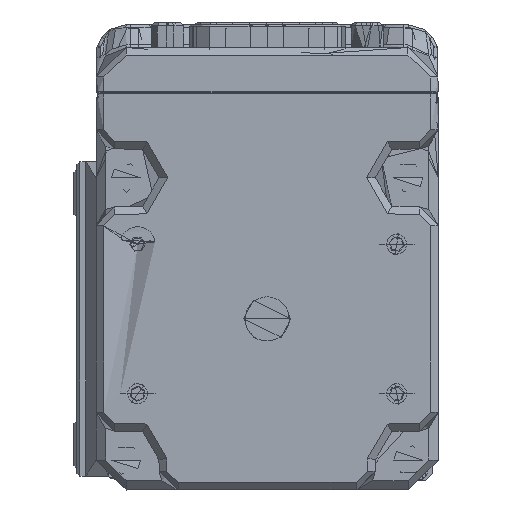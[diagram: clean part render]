
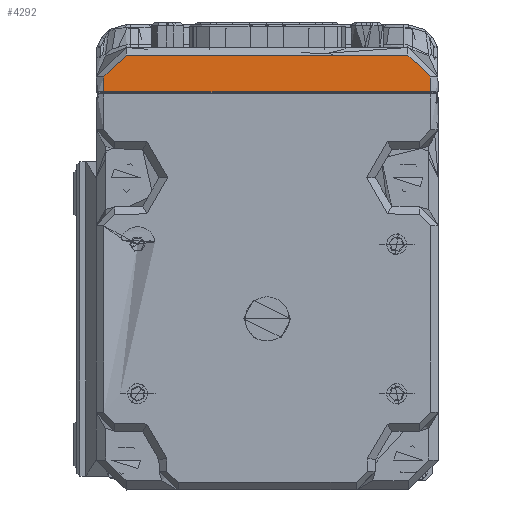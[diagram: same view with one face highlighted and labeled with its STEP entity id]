
A CAD part, left-side view. The second image highlights one B-rep face of the part: STEP entity #4292.
In plain terms, the highlighted planar face has unit normal (1, 0, -0.018).
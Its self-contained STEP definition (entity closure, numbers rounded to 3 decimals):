
#183 = FACE_OUTER_BOUND ( 'NONE', #50640, .T. ) ;
#347 = CARTESIAN_POINT ( 'NONE',  ( -124.926, 54.989, 38.791 ) ) ;
#701 = CARTESIAN_POINT ( 'NONE',  ( -124.941, 18.599, 37.975 ) ) ;
#1559 = CARTESIAN_POINT ( 'NONE',  ( -124.941, 0.397, 37.975 ) ) ;
#1911 = CARTESIAN_POINT ( 'NONE',  ( -124.898, 0.44, 40.423 ) ) ;
#2367 = CARTESIAN_POINT ( 'NONE',  ( -124.889, 0.448, 40.912 ) ) ;
#2538 = CARTESIAN_POINT ( 'NONE',  ( -124.898, 54.96, 40.423 ) ) ;
#4292 = ADVANCED_FACE ( 'NONE', ( #183 ), #62926, .F. ) ;
#4472 = CARTESIAN_POINT ( 'NONE',  ( -124.84, 52.864, 43.722 ) ) ;
#5247 = EDGE_CURVE ( 'NONE', #45197, #43117, #69060, .T. ) ;
#5772 = EDGE_CURVE ( 'NONE', #63934, #63042, #7932, .T. ) ;
#6345 = AXIS2_PLACEMENT_3D ( 'NONE', #57861, #48692, #13948 ) ;
#7081 = B_SPLINE_CURVE_WITH_KNOTS ( 'NONE', 3,
 ( #51490, #39572, #45972, #73528 ),
 .UNSPECIFIED., .F., .F.,
 ( 4, 4 ),
 ( 0., 1. ),
 .UNSPECIFIED. ) ;
#7211 = CARTESIAN_POINT ( 'NONE',  ( -124.912, 54.974, 39.607 ) ) ;
#7810 = CARTESIAN_POINT ( 'NONE',  ( -124.834, 19.858, 44.091 ) ) ;
#7932 = B_SPLINE_CURVE_WITH_KNOTS ( 'NONE', 3,
 ( #10476, #67228, #87917, #24147, #45693, #4472, #39724, #52095, #31510, #32412, #53454, #51654, #25056, #60392, #32858, #80133, #88373, #17303 ),
 .UNSPECIFIED., .F., .F.,
 ( 4, 2, 2, 2, 2, 2, 2, 2, 4 ),
 ( 0., 0.125, 0.25, 0.375, 0.5, 0.625, 0.75, 0.875, 1. ),
 .UNSPECIFIED. ) ;
#10476 = CARTESIAN_POINT ( 'NONE',  ( -124.834, 51.227, 44.091 ) ) ;
#13948 = DIRECTION ( 'NONE',  ( 0., -1., 0. ) ) ;
#16230 = ORIENTED_EDGE ( 'NONE', *, *, #39842, .T. ) ;
#16539 = CARTESIAN_POINT ( 'NONE',  ( -124.835, 3.213, 43.999 ) ) ;
#17303 = CARTESIAN_POINT ( 'NONE',  ( -124.898, 54.96, 40.423 ) ) ;
#21248 = CARTESIAN_POINT ( 'NONE',  ( -124.941, 36.801, 37.975 ) ) ;
#22487 = CARTESIAN_POINT ( 'NONE',  ( -124.881, 0.549, 41.381 ) ) ;
#24147 = CARTESIAN_POINT ( 'NONE',  ( -124.836, 52.185, 43.974 ) ) ;
#25056 = CARTESIAN_POINT ( 'NONE',  ( -124.869, 54.562, 42.053 ) ) ;
#30215 = CARTESIAN_POINT ( 'NONE',  ( -124.834, 35.542, 44.091 ) ) ;
#31510 = CARTESIAN_POINT ( 'NONE',  ( -124.85, 53.672, 43.19 ) ) ;
#32412 = CARTESIAN_POINT ( 'NONE',  ( -124.855, 54.016, 42.851 ) ) ;
#32858 = CARTESIAN_POINT ( 'NONE',  ( -124.881, 54.827, 41.378 ) ) ;
#35456 = CARTESIAN_POINT ( 'NONE',  ( -124.941, 55.003, 37.975 ) ) ;
#35688 = CARTESIAN_POINT ( 'NONE',  ( -124.834, 4.173, 44.091 ) ) ;
#36852 = B_SPLINE_CURVE_WITH_KNOTS ( 'NONE', 3,
 ( #65053, #30215, #7810, #35688 ),
 .UNSPECIFIED., .F., .F.,
 ( 4, 4 ),
 ( 0., 1. ),
 .UNSPECIFIED. ) ;
#37343 = ORIENTED_EDGE ( 'NONE', *, *, #5247, .T. ) ;
#37967 = EDGE_CURVE ( 'NONE', #74420, #70542, #80934, .T. ) ;
#39572 = CARTESIAN_POINT ( 'NONE',  ( -124.926, 0.411, 38.791 ) ) ;
#39724 = CARTESIAN_POINT ( 'NONE',  ( -124.842, 53.079, 43.608 ) ) ;
#39842 = EDGE_CURVE ( 'NONE', #63934, #45197, #36852, .T. ) ;
#40858 = ORIENTED_EDGE ( 'NONE', *, *, #50214, .F. ) ;
#43117 = VERTEX_POINT ( 'NONE', #43639 ) ;
#43639 = CARTESIAN_POINT ( 'NONE',  ( -124.898, 0.44, 40.423 ) ) ;
#43761 = CARTESIAN_POINT ( 'NONE',  ( -124.941, 55.003, 37.975 ) ) ;
#44921 = CARTESIAN_POINT ( 'NONE',  ( -124.834, 4.173, 44.091 ) ) ;
#45197 = VERTEX_POINT ( 'NONE', #75607 ) ;
#45367 = CARTESIAN_POINT ( 'NONE',  ( -124.859, 1.206, 42.677 ) ) ;
#45693 = CARTESIAN_POINT ( 'NONE',  ( -124.837, 52.417, 43.905 ) ) ;
#45972 = CARTESIAN_POINT ( 'NONE',  ( -124.912, 0.426, 39.607 ) ) ;
#47312 = CARTESIAN_POINT ( 'NONE',  ( -124.941, 55.003, 37.975 ) ) ;
#48692 = DIRECTION ( 'NONE',  ( -1., 0., 0.017 ) ) ;
#50214 = EDGE_CURVE ( 'NONE', #63042, #74420, #57370, .T. ) ;
#50640 = EDGE_LOOP ( 'NONE', ( #37343, #88193, #73459, #40858, #69517, #16230 ) ) ;
#51490 = CARTESIAN_POINT ( 'NONE',  ( -124.941, 0.397, 37.975 ) ) ;
#51654 = CARTESIAN_POINT ( 'NONE',  ( -124.866, 54.445, 42.266 ) ) ;
#52095 = CARTESIAN_POINT ( 'NONE',  ( -124.847, 53.483, 43.342 ) ) ;
#53454 = CARTESIAN_POINT ( 'NONE',  ( -124.859, 54.172, 42.665 ) ) ;
#57370 = B_SPLINE_CURVE_WITH_KNOTS ( 'NONE', 3,
 ( #63099, #7211, #347, #43761 ),
 .UNSPECIFIED., .F., .F.,
 ( 4, 4 ),
 ( 0., 1. ),
 .UNSPECIFIED. ) ;
#57861 = CARTESIAN_POINT ( 'NONE',  ( -124.887, 55.331, 41.033 ) ) ;
#60392 = CARTESIAN_POINT ( 'NONE',  ( -124.877, 54.753, 41.609 ) ) ;
#62926 = PLANE ( 'NONE',  #6345 ) ;
#63042 = VERTEX_POINT ( 'NONE', #2538 ) ;
#63099 = CARTESIAN_POINT ( 'NONE',  ( -124.898, 54.96, 40.423 ) ) ;
#63934 = VERTEX_POINT ( 'NONE', #82803 ) ;
#64715 = CARTESIAN_POINT ( 'NONE',  ( -124.842, 2.306, 43.627 ) ) ;
#65053 = CARTESIAN_POINT ( 'NONE',  ( -124.834, 51.227, 44.091 ) ) ;
#66663 = CARTESIAN_POINT ( 'NONE',  ( -124.941, 0.397, 37.975 ) ) ;
#67228 = CARTESIAN_POINT ( 'NONE',  ( -124.834, 51.469, 44.091 ) ) ;
#69060 = B_SPLINE_CURVE_WITH_KNOTS ( 'NONE', 3,
 ( #44921, #85338, #16539, #64715, #72456, #45367, #86230, #22487, #2367, #1911 ),
 .UNSPECIFIED., .F., .F.,
 ( 4, 2, 2, 2, 4 ),
 ( 0., 0.25, 0.5, 0.75, 1. ),
 .UNSPECIFIED. ) ;
#69517 = ORIENTED_EDGE ( 'NONE', *, *, #5772, .F. ) ;
#70058 = EDGE_CURVE ( 'NONE', #70542, #43117, #7081, .T. ) ;
#70542 = VERTEX_POINT ( 'NONE', #66663 ) ;
#72456 = CARTESIAN_POINT ( 'NONE',  ( -124.847, 1.905, 43.364 ) ) ;
#73459 = ORIENTED_EDGE ( 'NONE', *, *, #37967, .F. ) ;
#73528 = CARTESIAN_POINT ( 'NONE',  ( -124.898, 0.44, 40.423 ) ) ;
#74420 = VERTEX_POINT ( 'NONE', #47312 ) ;
#75607 = CARTESIAN_POINT ( 'NONE',  ( -124.834, 4.173, 44.091 ) ) ;
#80133 = CARTESIAN_POINT ( 'NONE',  ( -124.889, 54.928, 40.905 ) ) ;
#80934 = B_SPLINE_CURVE_WITH_KNOTS ( 'NONE', 3,
 ( #35456, #21248, #701, #1559 ),
 .UNSPECIFIED., .F., .F.,
 ( 4, 4 ),
 ( 0., 1. ),
 .UNSPECIFIED. ) ;
#82803 = CARTESIAN_POINT ( 'NONE',  ( -124.834, 51.227, 44.091 ) ) ;
#85338 = CARTESIAN_POINT ( 'NONE',  ( -124.834, 3.683, 44.091 ) ) ;
#86230 = CARTESIAN_POINT ( 'NONE',  ( -124.865, 0.936, 42.281 ) ) ;
#87917 = CARTESIAN_POINT ( 'NONE',  ( -124.834, 51.71, 44.068 ) ) ;
#88193 = ORIENTED_EDGE ( 'NONE', *, *, #70058, .F. ) ;
#88373 = CARTESIAN_POINT ( 'NONE',  ( -124.894, 54.956, 40.664 ) ) ;
